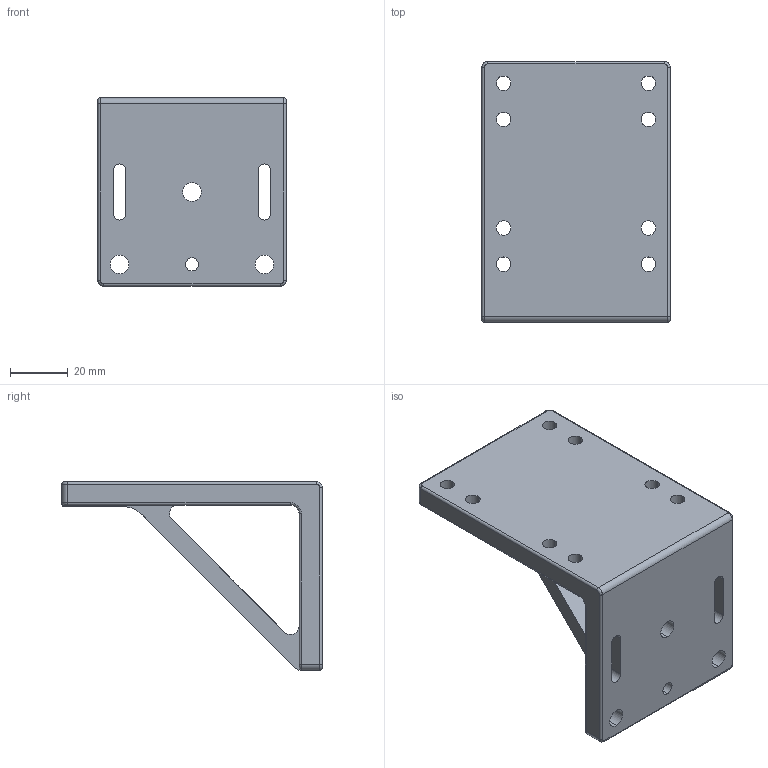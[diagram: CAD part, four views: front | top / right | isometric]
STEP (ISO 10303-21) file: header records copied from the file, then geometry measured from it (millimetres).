
FILE_DESCRIPTION (( 'STEP AP203' ), '1' );
FILE_NAME ('OMLA炵蹈眻褒蛌諉啣 OMLA01B.STEP', '2021-05-20T09:37:18', ( 'Microsoft' ), ( 'Microsoft' ), 'SwSTEP 2.0', 'SolidWorks 2018', '' );
FILE_SCHEMA (( 'CONFIG_CONTROL_DESIGN' ));
Length unit declared in the file: millimetre
Products named in the file (2): OMLA炵蹈眻褒蛌諉啣 OMLA01B; OMLA01B-01 SPYB&SPYD-L蟀諉啣1
Assembly tree (1 placements, depth 2):
  OMLA炵蹈眻褒蛌諉啣 OMLA01B
    OMLA01B-01 SPYB&SPYD-L蟀諉啣1
Bounding box: 65 x 90 x 65 mm (x, y, z)
Volume: 86232.7 mm3; surface area: 28285.3 mm2
Topology: 1 solids, 1 shells, 237 faces, 624 edges, 408 vertices
Faces by surface type: plane 120, cylinder 60, bspline 45, torus 12
Entity records: 11220 total; most frequent: CARTESIAN_POINT 5318, ORIENTED_EDGE 1248, DIRECTION 1044, EDGE_CURVE 624, VERTEX_POINT 408, VECTOR 400, LINE 400, AXIS2_PLACEMENT_3D 322
